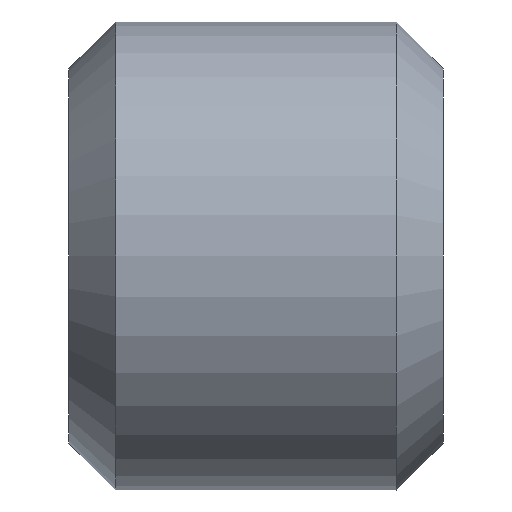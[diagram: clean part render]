
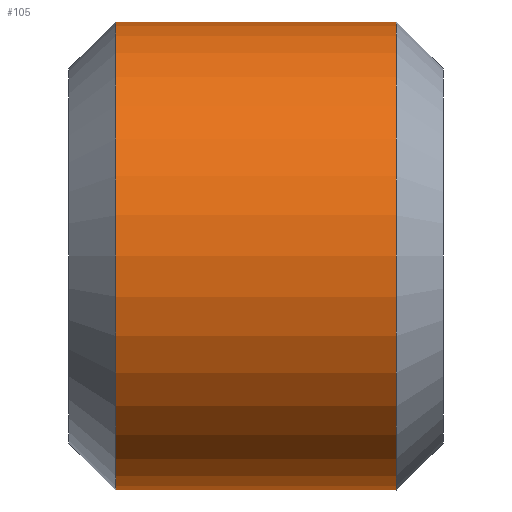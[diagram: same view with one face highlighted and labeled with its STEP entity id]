
A CAD part, front view. The second image highlights one B-rep face of the part: STEP entity #105.
In plain terms, the highlighted cylindrical face has radius 5 mm (diameter 10 mm), a full revolution.
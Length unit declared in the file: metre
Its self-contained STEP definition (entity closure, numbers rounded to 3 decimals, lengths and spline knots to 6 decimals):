
#105 = ADVANCED_FACE( 'NONE', ( #194, #195 ), #196, .T. );
#194 = FACE_OUTER_BOUND( '', #288, .T. );
#195 = FACE_OUTER_BOUND( '', #289, .T. );
#196 = CYLINDRICAL_SURFACE( '', #290, 0.005 );
#288 = EDGE_LOOP( '', ( #380 ) );
#289 = EDGE_LOOP( '', ( #381 ) );
#290 = AXIS2_PLACEMENT_3D( '', #382, #383, #384 );
#380 = ORIENTED_EDGE( '', *, *, #484, .F. );
#381 = ORIENTED_EDGE( '', *, *, #485, .T. );
#382 = CARTESIAN_POINT( '', ( 0., 0., 0. ) );
#383 = DIRECTION( '', ( 1., 0., 0. ) );
#384 = DIRECTION( '', ( 0., 0., 1. ) );
#484 = EDGE_CURVE( 'NONE', #532, #532, #533, .T. );
#485 = EDGE_CURVE( 'NONE', #534, #534, #535, .T. );
#532 = VERTEX_POINT( '', #592 );
#533 = CIRCLE( '', #593, 0.005 );
#534 = VERTEX_POINT( '', #594 );
#535 = CIRCLE( '', #595, 0.005 );
#592 = CARTESIAN_POINT( '', ( -0.003, 0., 0.005 ) );
#593 = AXIS2_PLACEMENT_3D( '', #654, #655, #656 );
#594 = CARTESIAN_POINT( '', ( 0.003, 0., 0.005 ) );
#595 = AXIS2_PLACEMENT_3D( '', #657, #658, #659 );
#654 = CARTESIAN_POINT( '', ( -0.003, 0., 0. ) );
#655 = DIRECTION( '', ( -1., 0., 0. ) );
#656 = DIRECTION( '', ( 0., 0., 1. ) );
#657 = CARTESIAN_POINT( '', ( 0.003, 0., 0. ) );
#658 = DIRECTION( '', ( -1., 0., 0. ) );
#659 = DIRECTION( '', ( 0., 0., 1. ) );
